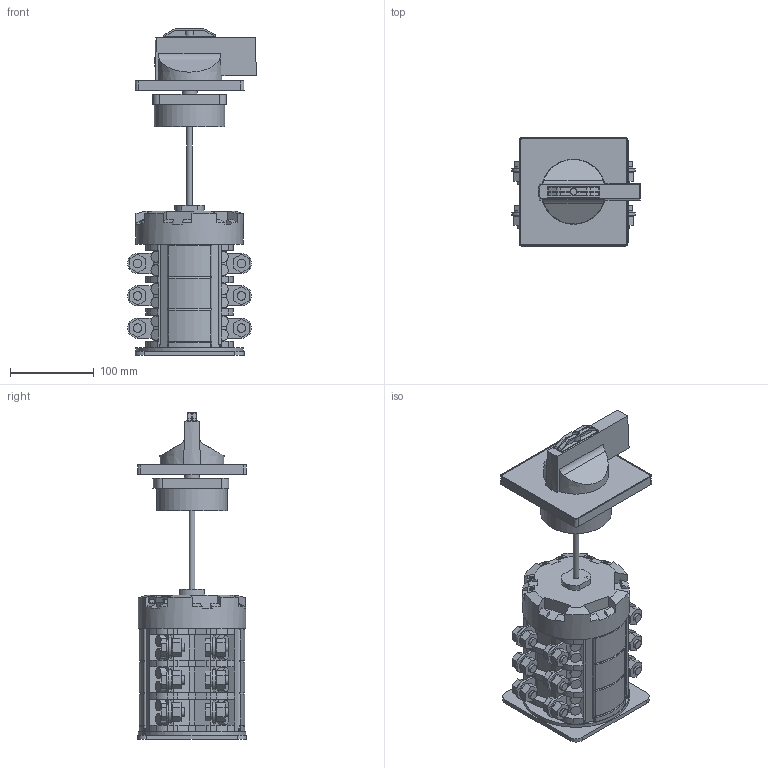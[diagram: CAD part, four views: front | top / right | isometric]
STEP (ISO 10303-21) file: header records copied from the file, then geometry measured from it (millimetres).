
FILE_DESCRIPTION(/* description */ ('STEP AP214'),/* implementation_level */ '2;1');
FILE_NAME(/* name */ 'eaton-t8-3-v-svb-hi11-3d-model',/* time_stamp */ '2024-12-12T13:41:42+01:00',/* author */ ('License CC BY-ND 4.0'),/* organization */ ('CADENAS'),/* preprocessor_version */ 'ST-DEVELOPER v19.3',/* originating_system */ 'PARTsolutions',/* authorisation */ ' ');
FILE_SCHEMA (('AUTOMOTIVE_DESIGN {1 0 10303 214 3 1 1}'));
Length unit declared in the file: millimetre
Products named in the file (1): 200128
Bounding box: 153.64 x 130 x 390 mm (x, y, z)
Volume: 2514202 mm3; surface area: 265837.8 mm2
Topology: 1 solids, 1 shells, 1121 faces, 2902 edges, 1909 vertices
Faces by surface type: plane 814, cylinder 250, cone 45, sphere 12
Full cylindrical faces by diameter (mm): 3 x6, 5.5 x6, 6 x6, 7 x1, 8 x24, 10.2 x12, 13 x24, 18 x25, 72.164 x1, 84.218 x1, 128 x2
Entity records: 33303 total; most frequent: CARTESIAN_POINT 6055, DIRECTION 5647, ORIENTED_EDGE 5484, EDGE_CURVE 2742, LINE 1885, VECTOR 1885, AXIS2_PLACEMENT_3D 1881, VERTEX_POINT 1857
